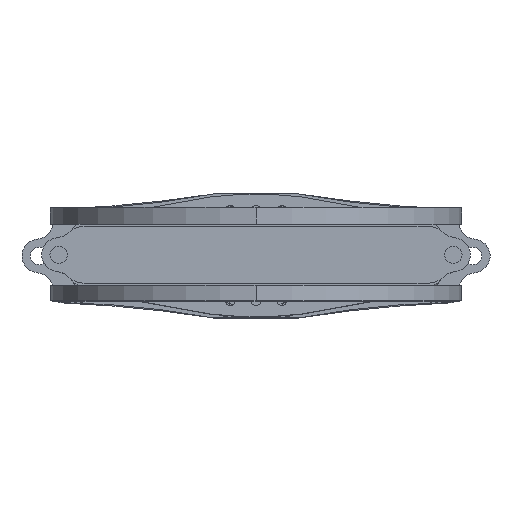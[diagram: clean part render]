
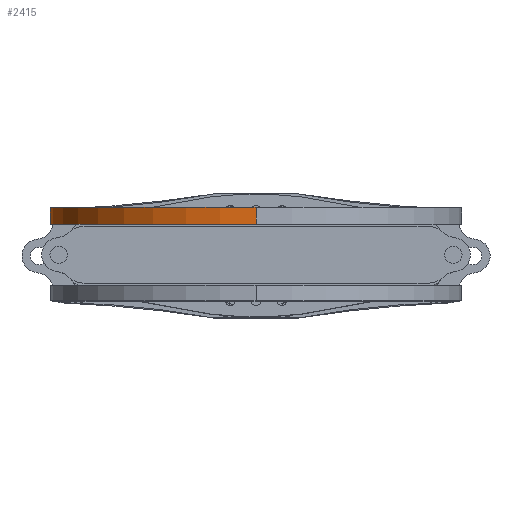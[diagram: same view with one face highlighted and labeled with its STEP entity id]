
A CAD part, top view. The second image highlights one B-rep face of the part: STEP entity #2415.
In plain terms, the highlighted cylindrical face has radius 231.775 mm (diameter 463.55 mm), a partial arc.
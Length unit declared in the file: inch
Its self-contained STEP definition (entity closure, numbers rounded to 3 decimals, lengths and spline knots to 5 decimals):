
#238 = DIRECTION ( 'NONE',  ( 0., 0., 1. ) ) ;
#1020 = CARTESIAN_POINT ( 'NONE',  ( 0., 0.3125, 0. ) ) ;
#1110 = DIRECTION ( 'NONE',  ( 0., -1., 0. ) ) ;
#1338 = DIRECTION ( 'NONE',  ( 0., -1., 0. ) ) ;
#1799 = DIRECTION ( 'NONE',  ( 0., -1., 0. ) ) ;
#1981 = VERTEX_POINT ( 'NONE', #24868 ) ;
#2291 = EDGE_CURVE ( 'NONE', #22664, #2924, #6110, .T. ) ;
#2415 = ADVANCED_FACE ( 'NONE', ( #6741 ), #18428, .T. ) ;
#2627 = CARTESIAN_POINT ( 'NONE',  ( 0., 0.3125, -9.125 ) ) ;
#2924 = VERTEX_POINT ( 'NONE', #21019 ) ;
#4510 = CARTESIAN_POINT ( 'NONE',  ( 0., 0.625, 0. ) ) ;
#4857 = CARTESIAN_POINT ( 'NONE',  ( 0., 0.3125, 9.125 ) ) ;
#6110 = LINE ( 'NONE', #26824, #16485 ) ;
#6312 = ORIENTED_EDGE ( 'NONE', *, *, #2291, .T. ) ;
#6741 = FACE_OUTER_BOUND ( 'NONE', #8847, .T. ) ;
#8847 = EDGE_LOOP ( 'NONE', ( #13158, #6312, #11379, #14158 ) ) ;
#10664 = DIRECTION ( 'NONE',  ( 0., -1., 0. ) ) ;
#10856 = AXIS2_PLACEMENT_3D ( 'NONE', #1020, #1110, #21904 ) ;
#11379 = ORIENTED_EDGE ( 'NONE', *, *, #16505, .F. ) ;
#11775 = CARTESIAN_POINT ( 'NONE',  ( 0., -0.4376, 0. ) ) ;
#12370 = CIRCLE ( 'NONE', #26563, 9.125 ) ;
#12402 = DIRECTION ( 'NONE',  ( 0., -1., 0. ) ) ;
#12845 = LINE ( 'NONE', #18286, #26461 ) ;
#13158 = ORIENTED_EDGE ( 'NONE', *, *, #23311, .T. ) ;
#13481 = AXIS2_PLACEMENT_3D ( 'NONE', #4510, #10664, #238 ) ;
#14158 = ORIENTED_EDGE ( 'NONE', *, *, #22980, .F. ) ;
#16485 = VECTOR ( 'NONE', #1799, 39.37008 ) ;
#16505 = EDGE_CURVE ( 'NONE', #1981, #2924, #12370, .T. ) ;
#17934 = DIRECTION ( 'NONE',  ( 0., 0., 1. ) ) ;
#18286 = CARTESIAN_POINT ( 'NONE',  ( 0., 0.625, 9.125 ) ) ;
#18428 = CYLINDRICAL_SURFACE ( 'NONE', #13481, 9.125 ) ;
#18988 = VERTEX_POINT ( 'NONE', #4857 ) ;
#21019 = CARTESIAN_POINT ( 'NONE',  ( 0., -0.4376, -9.125 ) ) ;
#21904 = DIRECTION ( 'NONE',  ( 0., 0., -1. ) ) ;
#22664 = VERTEX_POINT ( 'NONE', #2627 ) ;
#22980 = EDGE_CURVE ( 'NONE', #18988, #1981, #12845, .T. ) ;
#23311 = EDGE_CURVE ( 'NONE', #18988, #22664, #24464, .T. ) ;
#24464 = CIRCLE ( 'NONE', #10856, 9.125 ) ;
#24868 = CARTESIAN_POINT ( 'NONE',  ( 0., -0.4376, 9.125 ) ) ;
#26461 = VECTOR ( 'NONE', #12402, 39.37008 ) ;
#26563 = AXIS2_PLACEMENT_3D ( 'NONE', #11775, #1338, #17934 ) ;
#26824 = CARTESIAN_POINT ( 'NONE',  ( 0., 0.625, -9.125 ) ) ;
